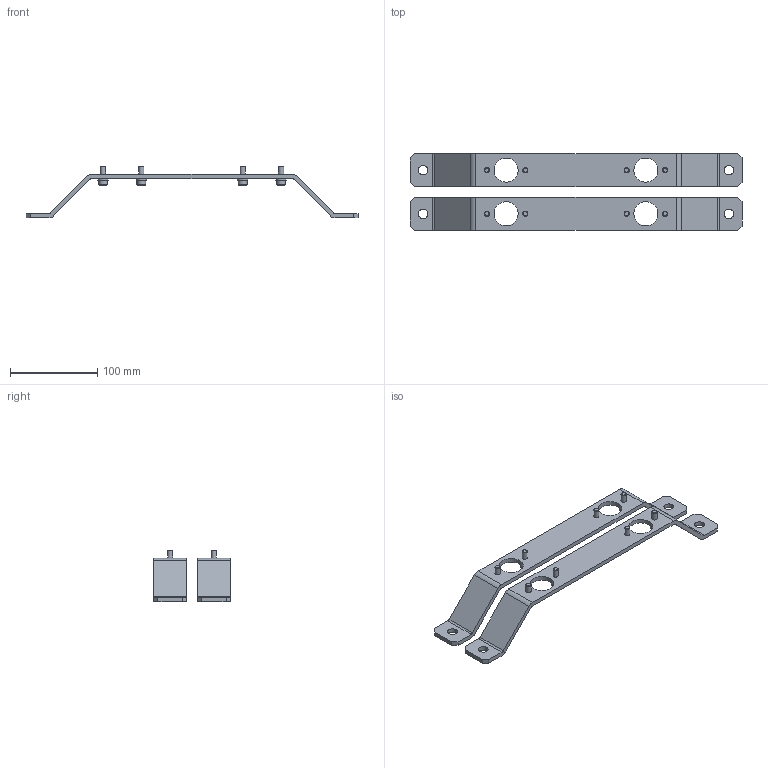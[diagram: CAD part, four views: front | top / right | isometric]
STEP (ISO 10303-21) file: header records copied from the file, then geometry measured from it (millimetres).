
FILE_DESCRIPTION(/* description */ ('STEP AP214'),/* implementation_level */ '2;1');
FILE_NAME(/* name */ '553756_ABMW-PDAD',/* time_stamp */ '2024-07-30T14:32:08+02:00',/* author */ ('License CC BY-ND 4.0'),/* organization */ ('CADENAS'),/* preprocessor_version */ 'ST-DEVELOPER v19.3',/* originating_system */ 'PARTsolutions',/* authorisation */ ' ');
FILE_SCHEMA (('AUTOMOTIVE_DESIGN {1 0 10303 214 3 1 1}'));
Length unit declared in the file: millimetre
Products named in the file (4): 553756 ABMW-PDAD---(50); 553756 ABMW-PDAD---(g); DIN-912 - M6x16(F); DIN-125A-1 -6.4(F)
Assembly tree (18 placements, depth 2):
  553756 ABMW-PDAD---(50)
    553756 ABMW-PDAD---(g)  x2
    DIN-912 - M6x16(F)  x8
    DIN-125A-1 -6.4(F)  x8
Bounding box: 380 x 88 x 59.4 mm (x, y, z)
Volume: 150653.5 mm3; surface area: 76760.8 mm2
Topology: 18 solids, 18 shells, 324 faces, 664 edges, 384 vertices
Faces by surface type: plane 172, cone 88, cylinder 64
Full cylindrical faces by diameter (mm): 6 x16, 6.4 x8, 10 x8, 11 x4, 12 x8, 27.5 x4
Entity records: 2050 total; most frequent: DIRECTION 356, CARTESIAN_POINT 340, ORIENTED_EDGE 272, AXIS2_PLACEMENT_3D 141, EDGE_CURVE 136, FACE_BOUND 103, EDGE_LOOP 102, VERTEX_POINT 95
